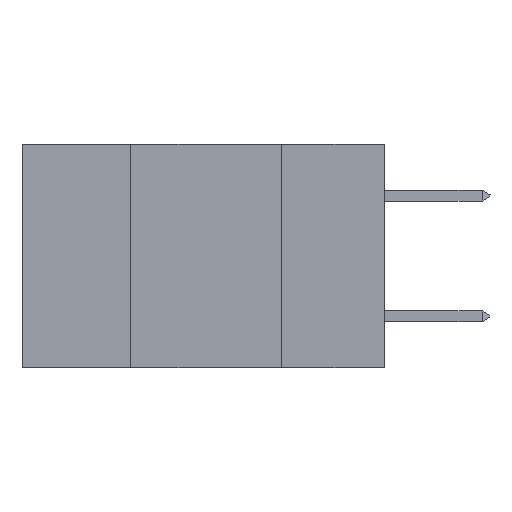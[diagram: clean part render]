
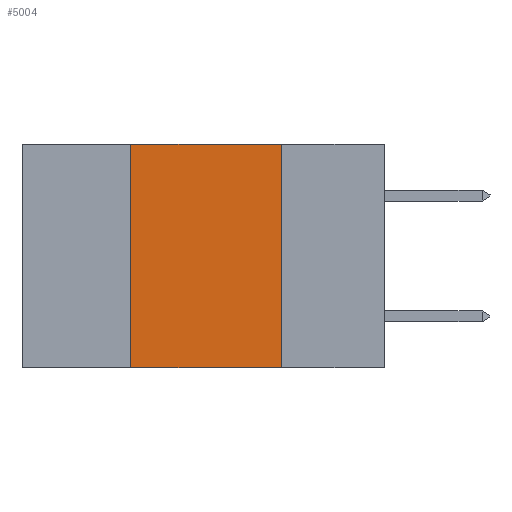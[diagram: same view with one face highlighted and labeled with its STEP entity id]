
A CAD part, left-side view. The second image highlights one B-rep face of the part: STEP entity #5004.
In plain terms, the highlighted planar face has unit normal (-1, 0, 0).
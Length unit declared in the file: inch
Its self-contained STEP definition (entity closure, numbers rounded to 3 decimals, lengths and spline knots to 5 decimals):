
#635 = VECTOR ( 'NONE', #12401, 39.37008 ) ;
#937 = CARTESIAN_POINT ( 'NONE',  ( 0., 0.17, 0. ) ) ;
#996 = VERTEX_POINT ( 'NONE', #12434 ) ;
#1068 = ORIENTED_EDGE ( 'NONE', *, *, #15038, .T. ) ;
#1541 = ORIENTED_EDGE ( 'NONE', *, *, #2095, .F. ) ;
#2095 = EDGE_CURVE ( 'NONE', #16757, #5268, #11444, .T. ) ;
#3365 = CARTESIAN_POINT ( 'NONE',  ( 0., 0.6, 0. ) ) ;
#3453 = DIRECTION ( 'NONE',  ( 1., 0., 0. ) ) ;
#3501 = VECTOR ( 'NONE', #11966, 39.37008 ) ;
#4074 = CARTESIAN_POINT ( 'NONE',  ( 0., 0.6, -0.37 ) ) ;
#4757 = VERTEX_POINT ( 'NONE', #8978 ) ;
#4769 = LINE ( 'NONE', #9238, #3501 ) ;
#5004 = ADVANCED_FACE ( 'NONE', ( #10954 ), #12080, .F. ) ;
#5268 = VERTEX_POINT ( 'NONE', #937 ) ;
#6805 = CARTESIAN_POINT ( 'NONE',  ( 0., 0.6, 0. ) ) ;
#8174 = EDGE_CURVE ( 'NONE', #996, #16757, #4769, .T. ) ;
#8978 = CARTESIAN_POINT ( 'NONE',  ( 0., 0.17, -0.37 ) ) ;
#9238 = CARTESIAN_POINT ( 'NONE',  ( 0., 0.42, 0. ) ) ;
#9328 = CARTESIAN_POINT ( 'NONE',  ( 0., 0.42, 0. ) ) ;
#10147 = LINE ( 'NONE', #15628, #12623 ) ;
#10286 = EDGE_LOOP ( 'NONE', ( #12620, #1541, #13238, #1068 ) ) ;
#10343 = EDGE_CURVE ( 'NONE', #5268, #4757, #10147, .T. ) ;
#10954 = FACE_OUTER_BOUND ( 'NONE', #10286, .T. ) ;
#11365 = LINE ( 'NONE', #4074, #635 ) ;
#11444 = LINE ( 'NONE', #6805, #13728 ) ;
#11966 = DIRECTION ( 'NONE',  ( 0., 0., 1. ) ) ;
#12080 = PLANE ( 'NONE',  #14955 ) ;
#12401 = DIRECTION ( 'NONE',  ( 0., -1., 0. ) ) ;
#12434 = CARTESIAN_POINT ( 'NONE',  ( 0., 0.42, -0.37 ) ) ;
#12620 = ORIENTED_EDGE ( 'NONE', *, *, #10343, .F. ) ;
#12623 = VECTOR ( 'NONE', #13054, 39.37008 ) ;
#13054 = DIRECTION ( 'NONE',  ( 0., 0., -1. ) ) ;
#13238 = ORIENTED_EDGE ( 'NONE', *, *, #8174, .F. ) ;
#13728 = VECTOR ( 'NONE', #15698, 39.37008 ) ;
#14955 = AXIS2_PLACEMENT_3D ( 'NONE', #3365, #3453, #16716 ) ;
#15038 = EDGE_CURVE ( 'NONE', #996, #4757, #11365, .T. ) ;
#15628 = CARTESIAN_POINT ( 'NONE',  ( 0., 0.17, 0. ) ) ;
#15698 = DIRECTION ( 'NONE',  ( 0., -1., 0. ) ) ;
#16716 = DIRECTION ( 'NONE',  ( 0., 0., -1. ) ) ;
#16757 = VERTEX_POINT ( 'NONE', #9328 ) ;
